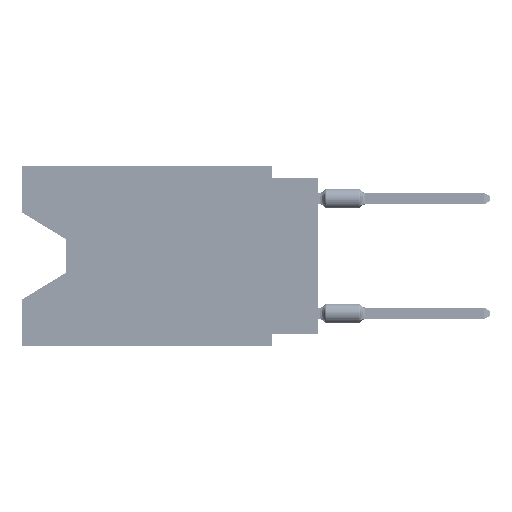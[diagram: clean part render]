
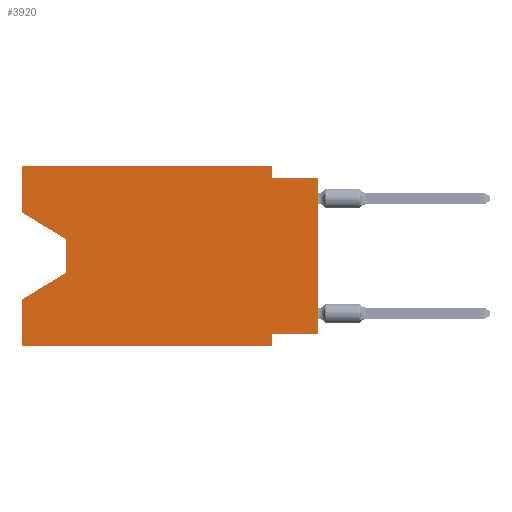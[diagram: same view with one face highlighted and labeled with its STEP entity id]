
A CAD part, left-side view. The second image highlights one B-rep face of the part: STEP entity #3920.
In plain terms, the highlighted planar face has unit normal (-1, 0, 0).
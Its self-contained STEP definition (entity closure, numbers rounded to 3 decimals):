
#793 = LINE ( 'NONE', #44101, #74051 ) ;
#1626 = VERTEX_POINT ( 'NONE', #12461 ) ;
#1754 = DIRECTION ( 'NONE',  ( 1., 0., 0. ) ) ;
#1851 = DIRECTION ( 'NONE',  ( 0., 0., 1. ) ) ;
#3583 = LINE ( 'NONE', #41385, #75762 ) ;
#3587 = EDGE_CURVE ( 'NONE', #70103, #31638, #79148, .T. ) ;
#3920 = ADVANCED_FACE ( 'NONE', ( #80292 ), #60983, .F. ) ;
#6528 = ORIENTED_EDGE ( 'NONE', *, *, #9476, .T. ) ;
#7160 = ORIENTED_EDGE ( 'NONE', *, *, #31241, .T. ) ;
#7334 = CARTESIAN_POINT ( 'NONE',  ( 0., 13.97, -4.013 ) ) ;
#9476 = EDGE_CURVE ( 'NONE', #70103, #22768, #31077, .T. ) ;
#9971 = VECTOR ( 'NONE', #28973, 1000. ) ;
#10254 = ORIENTED_EDGE ( 'NONE', *, *, #78914, .T. ) ;
#10475 = CARTESIAN_POINT ( 'NONE',  ( 0., 13.97, -5.893 ) ) ;
#10674 = CARTESIAN_POINT ( 'NONE',  ( 0., 2.54, -9.271 ) ) ;
#12461 = CARTESIAN_POINT ( 'NONE',  ( 0., 16.383, -2.546 ) ) ;
#13243 = VECTOR ( 'NONE', #31745, 1000. ) ;
#13315 = CARTESIAN_POINT ( 'NONE',  ( 0., 16.383, 0. ) ) ;
#14361 = CARTESIAN_POINT ( 'NONE',  ( 0., 16.383, 0. ) ) ;
#14986 = DIRECTION ( 'NONE',  ( 0., -1., 0. ) ) ;
#16240 = ORIENTED_EDGE ( 'NONE', *, *, #67170, .F. ) ;
#16631 = VECTOR ( 'NONE', #67531, 1000. ) ;
#17637 = CARTESIAN_POINT ( 'NONE',  ( 0., 16.383, -9.906 ) ) ;
#17703 = DIRECTION ( 'NONE',  ( 0., 0., 1. ) ) ;
#17908 = CARTESIAN_POINT ( 'NONE',  ( 0., 2.54, 0. ) ) ;
#17958 = ORIENTED_EDGE ( 'NONE', *, *, #46206, .F. ) ;
#21142 = CARTESIAN_POINT ( 'NONE',  ( 0., 2.54, -0.635 ) ) ;
#22256 = LINE ( 'NONE', #10475, #9971 ) ;
#22768 = VERTEX_POINT ( 'NONE', #37212 ) ;
#23770 = ORIENTED_EDGE ( 'NONE', *, *, #39725, .F. ) ;
#24882 = VERTEX_POINT ( 'NONE', #43843 ) ;
#28973 = DIRECTION ( 'NONE',  ( 0., 0.855, -0.519 ) ) ;
#29850 = ORIENTED_EDGE ( 'NONE', *, *, #70616, .T. ) ;
#30097 = LINE ( 'NONE', #17908, #74221 ) ;
#30230 = ORIENTED_EDGE ( 'NONE', *, *, #54899, .F. ) ;
#31077 = LINE ( 'NONE', #17637, #41082 ) ;
#31241 = EDGE_CURVE ( 'NONE', #61077, #24882, #37035, .T. ) ;
#31549 = CARTESIAN_POINT ( 'NONE',  ( 0., 0., 0. ) ) ;
#31638 = VERTEX_POINT ( 'NONE', #72703 ) ;
#31745 = DIRECTION ( 'NONE',  ( 0., -1., 0. ) ) ;
#31841 = EDGE_LOOP ( 'NONE', ( #29850, #49791, #10254, #36221, #6528, #40652, #30230, #7160, #23770, #81036, #16240, #17958 ) ) ;
#34972 = VECTOR ( 'NONE', #77065, 1000. ) ;
#36221 = ORIENTED_EDGE ( 'NONE', *, *, #3587, .F. ) ;
#37035 = LINE ( 'NONE', #31549, #67226 ) ;
#37212 = CARTESIAN_POINT ( 'NONE',  ( 0., 2.54, -9.906 ) ) ;
#39725 = EDGE_CURVE ( 'NONE', #77716, #24882, #63669, .T. ) ;
#40186 = LINE ( 'NONE', #13315, #56099 ) ;
#40652 = ORIENTED_EDGE ( 'NONE', *, *, #49280, .F. ) ;
#41082 = VECTOR ( 'NONE', #50398, 1000. ) ;
#41385 = CARTESIAN_POINT ( 'NONE',  ( 0., 0., -9.271 ) ) ;
#42949 = CARTESIAN_POINT ( 'NONE',  ( 0., 16.383, 0. ) ) ;
#43472 = EDGE_CURVE ( 'NONE', #53093, #73603, #63637, .T. ) ;
#43843 = CARTESIAN_POINT ( 'NONE',  ( 0., 0., -0.635 ) ) ;
#44101 = CARTESIAN_POINT ( 'NONE',  ( 0., 2.54, -9.906 ) ) ;
#45276 = LINE ( 'NONE', #57062, #59027 ) ;
#46206 = EDGE_CURVE ( 'NONE', #1626, #58985, #61228, .T. ) ;
#46857 = DIRECTION ( 'NONE',  ( 0., 1., 0. ) ) ;
#47229 = CARTESIAN_POINT ( 'NONE',  ( 0., 16.383, 0. ) ) ;
#49280 = EDGE_CURVE ( 'NONE', #75002, #22768, #793, .T. ) ;
#49791 = ORIENTED_EDGE ( 'NONE', *, *, #43472, .T. ) ;
#50398 = DIRECTION ( 'NONE',  ( 0., -1., 0. ) ) ;
#50711 = CARTESIAN_POINT ( 'NONE',  ( 0., 0., -9.271 ) ) ;
#52292 = EDGE_CURVE ( 'NONE', #70618, #77716, #30097, .T. ) ;
#53093 = VERTEX_POINT ( 'NONE', #53892 ) ;
#53892 = CARTESIAN_POINT ( 'NONE',  ( 0., 13.97, -4.013 ) ) ;
#54899 = EDGE_CURVE ( 'NONE', #61077, #75002, #3583, .T. ) ;
#55339 = DIRECTION ( 'NONE',  ( 0., 0., -1. ) ) ;
#56099 = VECTOR ( 'NONE', #14986, 1000. ) ;
#57062 = CARTESIAN_POINT ( 'NONE',  ( 0., 16.383, -2.546 ) ) ;
#58619 = CARTESIAN_POINT ( 'NONE',  ( 0., 16.383, -9.906 ) ) ;
#58985 = VERTEX_POINT ( 'NONE', #42949 ) ;
#59027 = VECTOR ( 'NONE', #70503, 1000. ) ;
#60572 = DIRECTION ( 'NONE',  ( 0., 0., -1. ) ) ;
#60983 = PLANE ( 'NONE',  #82082 ) ;
#61077 = VERTEX_POINT ( 'NONE', #50711 ) ;
#61228 = LINE ( 'NONE', #73431, #16631 ) ;
#62849 = CARTESIAN_POINT ( 'NONE',  ( 0., 0., -0.635 ) ) ;
#63286 = VECTOR ( 'NONE', #1851, 1000. ) ;
#63637 = LINE ( 'NONE', #7334, #34972 ) ;
#63669 = LINE ( 'NONE', #62849, #13243 ) ;
#67170 = EDGE_CURVE ( 'NONE', #58985, #70618, #40186, .T. ) ;
#67226 = VECTOR ( 'NONE', #17703, 1000. ) ;
#67531 = DIRECTION ( 'NONE',  ( 0., 0., 1. ) ) ;
#69740 = DIRECTION ( 'NONE',  ( 0., 0., -1. ) ) ;
#70103 = VERTEX_POINT ( 'NONE', #58619 ) ;
#70503 = DIRECTION ( 'NONE',  ( 0., -0.855, -0.519 ) ) ;
#70616 = EDGE_CURVE ( 'NONE', #1626, #53093, #45276, .T. ) ;
#70618 = VERTEX_POINT ( 'NONE', #76607 ) ;
#72703 = CARTESIAN_POINT ( 'NONE',  ( 0., 16.383, -7.36 ) ) ;
#73431 = CARTESIAN_POINT ( 'NONE',  ( 0., 16.383, 0. ) ) ;
#73603 = VERTEX_POINT ( 'NONE', #78378 ) ;
#74051 = VECTOR ( 'NONE', #69740, 1000. ) ;
#74221 = VECTOR ( 'NONE', #55339, 1000. ) ;
#75002 = VERTEX_POINT ( 'NONE', #10674 ) ;
#75762 = VECTOR ( 'NONE', #46857, 1000. ) ;
#76607 = CARTESIAN_POINT ( 'NONE',  ( 0., 2.54, 0. ) ) ;
#77065 = DIRECTION ( 'NONE',  ( 0., 0., -1. ) ) ;
#77716 = VERTEX_POINT ( 'NONE', #21142 ) ;
#78378 = CARTESIAN_POINT ( 'NONE',  ( 0., 13.97, -5.893 ) ) ;
#78914 = EDGE_CURVE ( 'NONE', #73603, #31638, #22256, .T. ) ;
#79148 = LINE ( 'NONE', #47229, #63286 ) ;
#80292 = FACE_OUTER_BOUND ( 'NONE', #31841, .T. ) ;
#81036 = ORIENTED_EDGE ( 'NONE', *, *, #52292, .F. ) ;
#82082 = AXIS2_PLACEMENT_3D ( 'NONE', #14361, #1754, #60572 ) ;
